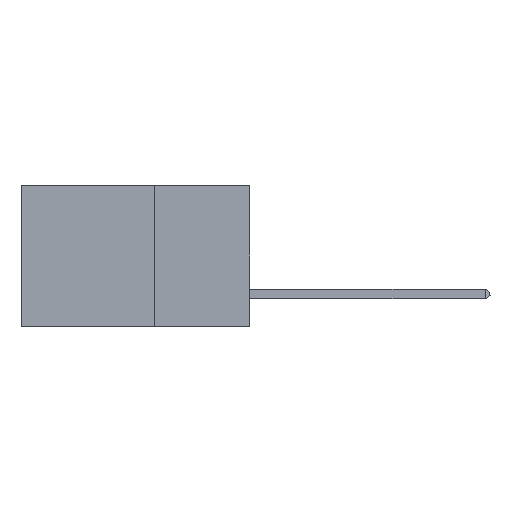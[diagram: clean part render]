
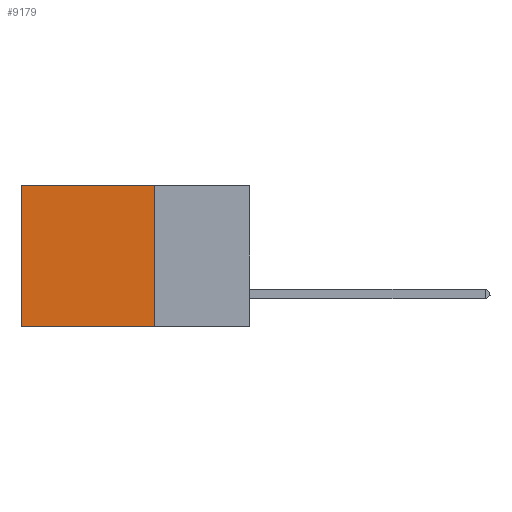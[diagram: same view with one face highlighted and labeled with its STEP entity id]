
A CAD part, left-side view. The second image highlights one B-rep face of the part: STEP entity #9179.
In plain terms, the highlighted planar face has unit normal (-1, 0, 0).
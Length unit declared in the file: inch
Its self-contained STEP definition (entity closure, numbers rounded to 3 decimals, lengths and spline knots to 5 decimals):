
#2155 = VERTEX_POINT ( 'NONE', #19752 ) ;
#2691 = CARTESIAN_POINT ( 'NONE',  ( 0.2875, 0.25, 0. ) ) ;
#2900 = CARTESIAN_POINT ( 'NONE',  ( 0.2875, 0.25, 0. ) ) ;
#3735 = VECTOR ( 'NONE', #15910, 39.37008 ) ;
#3772 = ORIENTED_EDGE ( 'NONE', *, *, #12430, .F. ) ;
#3962 = VECTOR ( 'NONE', #7436, 39.37008 ) ;
#4790 = VERTEX_POINT ( 'NONE', #13521 ) ;
#5492 = VERTEX_POINT ( 'NONE', #12971 ) ;
#5509 = EDGE_CURVE ( 'NONE', #18677, #5492, #19987, .T. ) ;
#6668 = VECTOR ( 'NONE', #13433, 39.37008 ) ;
#6846 = DIRECTION ( 'NONE',  ( 0., 0., -1. ) ) ;
#7156 = VECTOR ( 'NONE', #22955, 39.37008 ) ;
#7436 = DIRECTION ( 'NONE',  ( 0., 0., -1. ) ) ;
#9179 = ADVANCED_FACE ( 'NONE', ( #12201 ), #10411, .F. ) ;
#10411 = PLANE ( 'NONE',  #15246 ) ;
#11481 = CARTESIAN_POINT ( 'NONE',  ( 0.2875, 0.6, 0. ) ) ;
#11600 = LINE ( 'NONE', #22946, #6668 ) ;
#12201 = FACE_OUTER_BOUND ( 'NONE', #19804, .T. ) ;
#12430 = EDGE_CURVE ( 'NONE', #4790, #5492, #11600, .T. ) ;
#12971 = CARTESIAN_POINT ( 'NONE',  ( 0.2875, 0.6, -0.37 ) ) ;
#13433 = DIRECTION ( 'NONE',  ( 0., 1., 0. ) ) ;
#13521 = CARTESIAN_POINT ( 'NONE',  ( 0.2875, 0.25, -0.37 ) ) ;
#14301 = EDGE_CURVE ( 'NONE', #2155, #4790, #15585, .T. ) ;
#15246 = AXIS2_PLACEMENT_3D ( 'NONE', #17828, #23447, #6846 ) ;
#15550 = ORIENTED_EDGE ( 'NONE', *, *, #5509, .T. ) ;
#15585 = LINE ( 'NONE', #2691, #7156 ) ;
#15910 = DIRECTION ( 'NONE',  ( 0., 1., 0. ) ) ;
#16817 = LINE ( 'NONE', #2900, #3735 ) ;
#17828 = CARTESIAN_POINT ( 'NONE',  ( 0.2875, 0.25, 0. ) ) ;
#18196 = ORIENTED_EDGE ( 'NONE', *, *, #14301, .F. ) ;
#18677 = VERTEX_POINT ( 'NONE', #11481 ) ;
#19752 = CARTESIAN_POINT ( 'NONE',  ( 0.2875, 0.25, 0. ) ) ;
#19804 = EDGE_LOOP ( 'NONE', ( #15550, #3772, #18196, #22097 ) ) ;
#19987 = LINE ( 'NONE', #20164, #3962 ) ;
#20164 = CARTESIAN_POINT ( 'NONE',  ( 0.2875, 0.6, 0. ) ) ;
#22097 = ORIENTED_EDGE ( 'NONE', *, *, #22763, .T. ) ;
#22763 = EDGE_CURVE ( 'NONE', #2155, #18677, #16817, .T. ) ;
#22946 = CARTESIAN_POINT ( 'NONE',  ( 0.2875, 0.25, -0.37 ) ) ;
#22955 = DIRECTION ( 'NONE',  ( 0., 0., -1. ) ) ;
#23447 = DIRECTION ( 'NONE',  ( 1., 0., 0. ) ) ;
